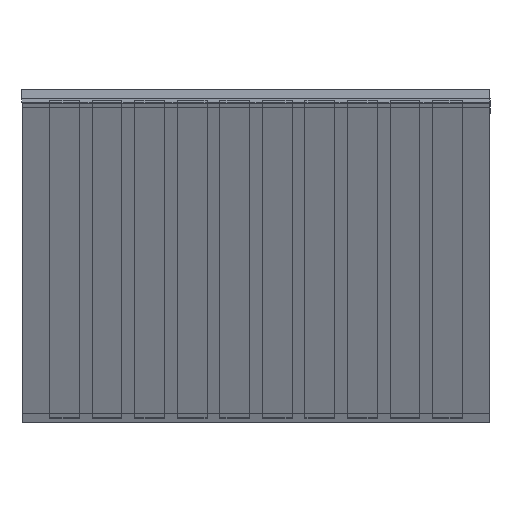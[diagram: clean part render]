
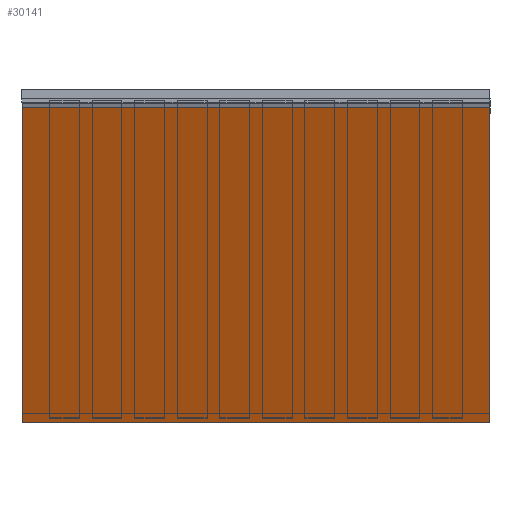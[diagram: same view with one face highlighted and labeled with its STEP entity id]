
A CAD part, left-side view. The second image highlights one B-rep face of the part: STEP entity #30141.
In plain terms, the highlighted planar face has unit normal (-0.915, 0, -0.403).
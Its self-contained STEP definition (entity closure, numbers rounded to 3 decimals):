
#24=B_SPLINE_CURVE_WITH_KNOTS('',3,(#42843,#42844,#42845,#42846),
 .UNSPECIFIED.,.F.,.F.,(4,4),(0.,1.),.UNSPECIFIED.);
#4181=ORIENTED_EDGE('',*,*,#9446,.F.);
#4182=ORIENTED_EDGE('',*,*,#9589,.F.);
#4183=ORIENTED_EDGE('',*,*,#9438,.T.);
#4184=ORIENTED_EDGE('',*,*,#9591,.T.);
#9438=EDGE_CURVE('',#11728,#11727,#14772,.T.);
#9446=EDGE_CURVE('',#11734,#11735,#14780,.T.);
#9589=EDGE_CURVE('',#11728,#11734,#24,.T.);
#9591=EDGE_CURVE('',#11727,#11735,#14924,.T.);
#11727=VERTEX_POINT('',#42533);
#11728=VERTEX_POINT('',#42535);
#11734=VERTEX_POINT('',#42549);
#11735=VERTEX_POINT('',#42551);
#14772=LINE('',#42534,#17980);
#14780=LINE('',#42550,#17988);
#14924=LINE('',#42850,#18132);
#17980=VECTOR('',#36119,1000.);
#17988=VECTOR('',#36129,1000.);
#18132=VECTOR('',#36309,1000.);
#19258=EDGE_LOOP('',(#4181,#4182,#4183,#4184));
#20346=FACE_BOUND('',#19258,.T.);
#21434=PLANE('',#31236);
#30141=ADVANCED_FACE('',(#20346),#21434,.T.);
#31236=AXIS2_PLACEMENT_3D('',#42849,#36307,#36308);
#36119=DIRECTION('',(0.403,0.,-0.915));
#36129=DIRECTION('',(0.403,0.,-0.915));
#36307=DIRECTION('',(-0.915,0.,-0.403));
#36308=DIRECTION('',(-0.403,0.,0.915));
#36309=DIRECTION('',(0.,-1.,0.));
#42533=CARTESIAN_POINT('',(38.3,11.,-7.575));
#42534=CARTESIAN_POINT('',(35.04,11.,-0.167));
#42535=CARTESIAN_POINT('',(35.04,11.,-0.167));
#42549=CARTESIAN_POINT('',(35.04,0.,-0.167));
#42550=CARTESIAN_POINT('',(35.04,0.,-0.167));
#42551=CARTESIAN_POINT('',(38.3,0.,-7.575));
#42843=CARTESIAN_POINT('',(35.04,11.,-0.167));
#42844=CARTESIAN_POINT('',(35.04,7.333,-0.167));
#42845=CARTESIAN_POINT('',(35.04,3.667,-0.167));
#42846=CARTESIAN_POINT('',(35.04,0.,-0.167));
#42849=CARTESIAN_POINT('',(35.04,11.,-0.167));
#42850=CARTESIAN_POINT('',(38.3,11.,-7.575));
